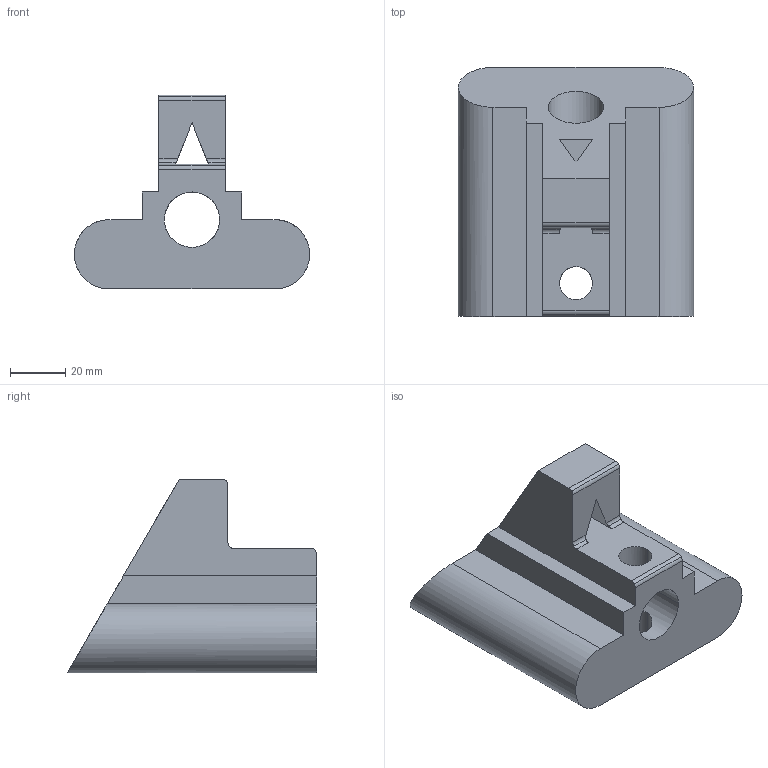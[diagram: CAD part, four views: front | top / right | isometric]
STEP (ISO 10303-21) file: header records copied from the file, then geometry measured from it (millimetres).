
FILE_DESCRIPTION(('STEP AP214'),'1');
FILE_NAME('model do szkicu.stp','2024-04-14T07:52:35',(''),(''),'Spatial InterOp 3D',' ',' ');
FILE_SCHEMA(('AUTOMOTIVE_DESIGN { 1 0 10303 214 1 1 1 1 }'));
Length unit declared in the file: millimetre
Products named in the file (1): CzÄ™Ĺ›Ä‡_1178
Bounding box: 85 x 90 x 70 mm (x, y, z)
Volume: 192587.4 mm3; surface area: 32306.5 mm2
Topology: 1 solids, 1 shells, 33 faces, 97 edges, 65 vertices
Faces by surface type: cylinder 17, plane 16
Entity records: 1563 total; most frequent: CARTESIAN_POINT 352, ORIENTED_EDGE 194, DIRECTION 192, EDGE_CURVE 97, AXIS2_PLACEMENT_3D 65, VERTEX_POINT 65, LINE 62, VECTOR 62
